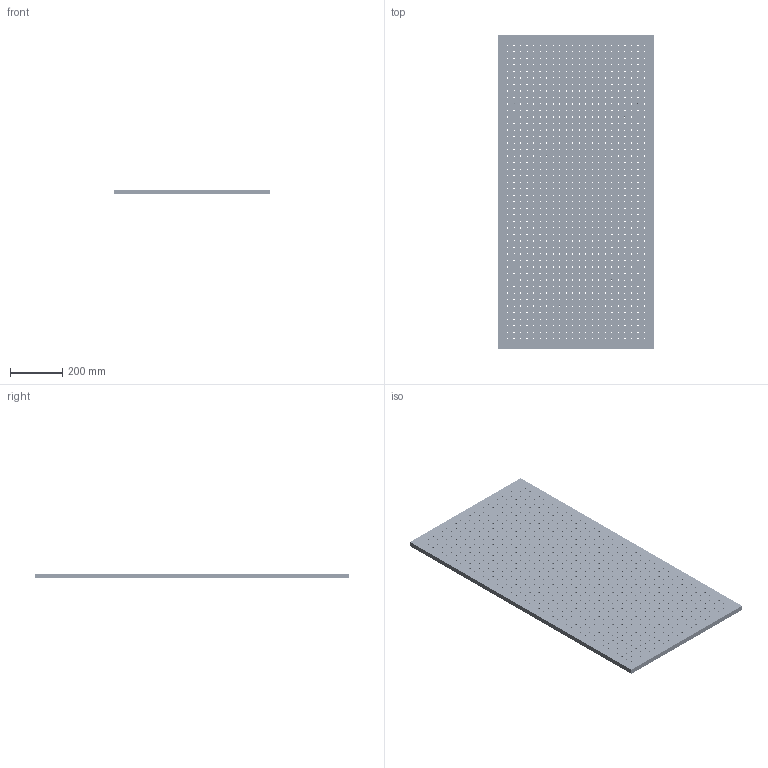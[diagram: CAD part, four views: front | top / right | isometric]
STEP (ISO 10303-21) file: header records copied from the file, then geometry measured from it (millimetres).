
FILE_DESCRIPTION (( 'STEP AP214' ), '1' );
FILE_NAME ('516010.STEP', '2019-10-28T05:19:35', ( 'user' ), ( '微软中国' ), 'SwSTEP 2.0', 'SolidWorks 2016', '' );
FILE_SCHEMA (( 'AUTOMOTIVE_DESIGN' ));
Length unit declared in the file: millimetre
Products named in the file (1): 516010
Bounding box: 600 x 1200 x 19 mm (x, y, z)
Volume: 13302459.1 mm3; surface area: 1770691.6 mm2
Topology: 1 solids, 1 shells, 2030 faces, 6084 edges, 4056 vertices
Faces by surface type: cylinder 2024, plane 6
Entity records: 75078 total; most frequent: DIRECTION 14194, CARTESIAN_POINT 12171, ORIENTED_EDGE 12168, EDGE_CURVE 6084, AXIS2_PLACEMENT_3D 6079, VERTEX_POINT 4056, EDGE_LOOP 4054, CIRCLE 4048
